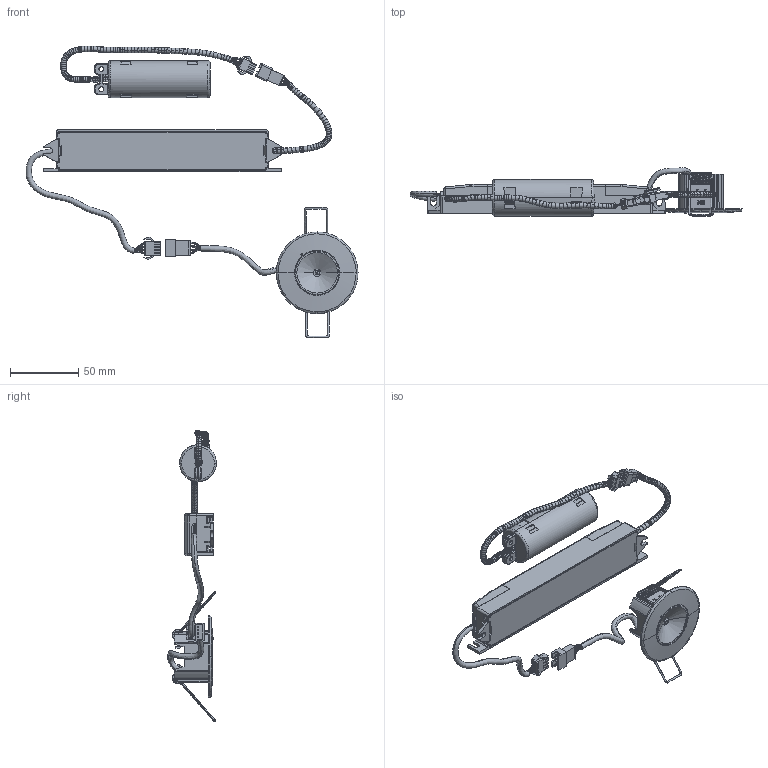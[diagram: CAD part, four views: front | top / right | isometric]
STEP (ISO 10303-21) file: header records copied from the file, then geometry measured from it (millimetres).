
FILE_DESCRIPTION (( 'STEP AP203' ), '1' );
FILE_NAME ('LDC003K.STEP', '2025-08-26T06:07:36', ( '' ), ( '' ), 'SwSTEP 2.0', 'SolidWorks 2020', '' );
FILE_SCHEMA (( 'CONFIG_CONTROL_DESIGN' ));
Length unit declared in the file: millimetre
Products named in the file (4): LDC003K; __000^LDC005M-蚳瞳3d_asm(2)_LDC005M-蚳瞳3d_asm; LDC003K腑芛
Assembly tree (4 placements, depth 2):
  LDC003K
    LDC003K
    LDC003K腑芛
    __000^LDC005M-蚳瞳3d_asm(2)_LDC005M-蚳瞳3d_asm  x2
Bounding box: 244.11 x 35.84 x 214.37 mm (x, y, z)
Volume: 60933.1 mm3; surface area: 87341.7 mm2
Topology: 45 solids, 45 shells, 2989 faces, 8222 edges, 5345 vertices
Faces by surface type: torus 1306, plane 1146, cylinder 370, cone 77, bspline 72, sphere 18
Entity records: 120039 total; most frequent: CARTESIAN_POINT 43282, DIRECTION 16445, ORIENTED_EDGE 16404, EDGE_CURVE 8202, AXIS2_PLACEMENT_3D 6662, VERTEX_POINT 5333, CIRCLE 3740, LINE 3121
